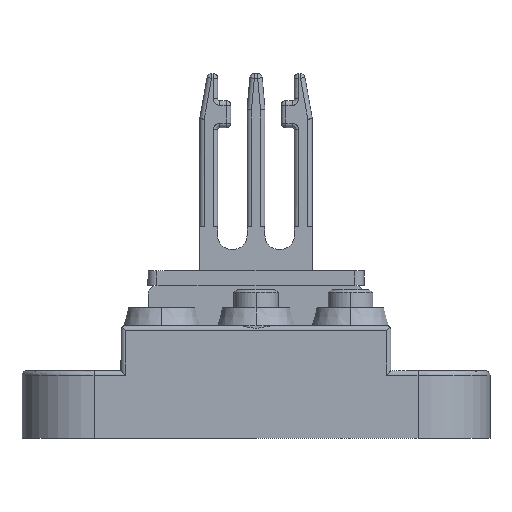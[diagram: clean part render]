
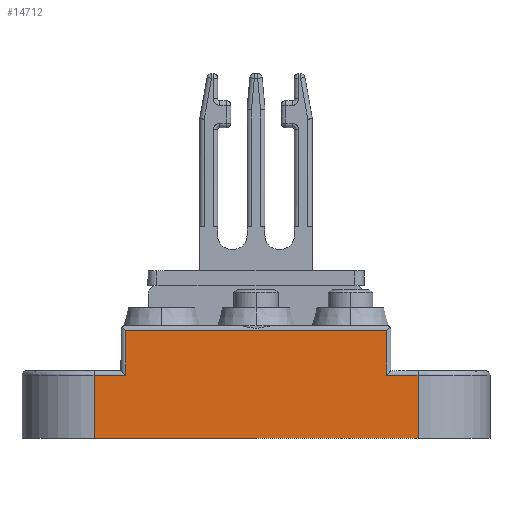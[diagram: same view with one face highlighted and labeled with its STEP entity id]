
A CAD part, front view. The second image highlights one B-rep face of the part: STEP entity #14712.
In plain terms, the highlighted planar face has unit normal (0, -1, 0).
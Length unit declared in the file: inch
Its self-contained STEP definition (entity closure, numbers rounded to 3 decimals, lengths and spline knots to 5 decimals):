
#98 = CARTESIAN_POINT ( 'NONE',  ( 1.02362, 0., 0.27559 ) ) ;
#148 = VERTEX_POINT ( 'NONE', #2905 ) ;
#383 = CARTESIAN_POINT ( 'NONE',  ( 1.02362, 0., 0.47244 ) ) ;
#441 = DIRECTION ( 'NONE',  ( 0., 0., 1. ) ) ;
#1032 = VERTEX_POINT ( 'NONE', #1338 ) ;
#1169 = VERTEX_POINT ( 'NONE', #12851 ) ;
#1263 = CARTESIAN_POINT ( 'NONE',  ( 0.70866, 0., 0.27559 ) ) ;
#1338 = CARTESIAN_POINT ( 'NONE',  ( -0.70866, 0., 0.27559 ) ) ;
#1712 = CARTESIAN_POINT ( 'NONE',  ( 0.70866, 0., 0. ) ) ;
#1724 = ORIENTED_EDGE ( 'NONE', *, *, #4903, .T. ) ;
#1977 = LINE ( 'NONE', #12038, #13572 ) ;
#2206 = ORIENTED_EDGE ( 'NONE', *, *, #13080, .T. ) ;
#2612 = CARTESIAN_POINT ( 'NONE',  ( -0.57087, 0., 0. ) ) ;
#2890 = EDGE_CURVE ( 'NONE', #3610, #148, #10137, .T. ) ;
#2905 = CARTESIAN_POINT ( 'NONE',  ( 0.57087, 0., 0.27559 ) ) ;
#2917 = DIRECTION ( 'NONE',  ( 0., -1., 0. ) ) ;
#3107 = DIRECTION ( 'NONE',  ( -1., 0., 0. ) ) ;
#3144 = EDGE_CURVE ( 'NONE', #1169, #4859, #4377, .T. ) ;
#3270 = ORIENTED_EDGE ( 'NONE', *, *, #2890, .T. ) ;
#3559 = EDGE_CURVE ( 'NONE', #3610, #3650, #11688, .T. ) ;
#3610 = VERTEX_POINT ( 'NONE', #1263 ) ;
#3627 = CARTESIAN_POINT ( 'NONE',  ( -0.57087, 0., 0.27559 ) ) ;
#3650 = VERTEX_POINT ( 'NONE', #1712 ) ;
#4377 = LINE ( 'NONE', #383, #12236 ) ;
#4840 = DIRECTION ( 'NONE',  ( 0., 0., -1. ) ) ;
#4859 = VERTEX_POINT ( 'NONE', #5073 ) ;
#4903 = EDGE_CURVE ( 'NONE', #6841, #3650, #1977, .T. ) ;
#4906 = DIRECTION ( 'NONE',  ( 0., 0., -1. ) ) ;
#5073 = CARTESIAN_POINT ( 'NONE',  ( -0.57087, 0., 0.47244 ) ) ;
#5087 = PLANE ( 'NONE',  #9454 ) ;
#5089 = VECTOR ( 'NONE', #7671, 39.37008 ) ;
#5217 = DIRECTION ( 'NONE',  ( 1., 0., 0. ) ) ;
#5373 = VECTOR ( 'NONE', #441, 39.37008 ) ;
#5475 = EDGE_CURVE ( 'NONE', #6841, #1032, #14339, .T. ) ;
#5899 = VERTEX_POINT ( 'NONE', #3627 ) ;
#6259 = CARTESIAN_POINT ( 'NONE',  ( -0.70866, 0., 0. ) ) ;
#6503 = ORIENTED_EDGE ( 'NONE', *, *, #10085, .T. ) ;
#6841 = VERTEX_POINT ( 'NONE', #6259 ) ;
#7109 = VECTOR ( 'NONE', #12806, 39.37008 ) ;
#7318 = VECTOR ( 'NONE', #4906, 39.37008 ) ;
#7418 = DIRECTION ( 'NONE',  ( 1., 0., 0. ) ) ;
#7466 = EDGE_LOOP ( 'NONE', ( #1724, #13248, #3270, #2206, #14692, #14759, #6503, #14789 ) ) ;
#7671 = DIRECTION ( 'NONE',  ( 0., 0., 1. ) ) ;
#8345 = DIRECTION ( 'NONE',  ( -1., 0., 0. ) ) ;
#8448 = CARTESIAN_POINT ( 'NONE',  ( 1.02362, 0., 0. ) ) ;
#8638 = VECTOR ( 'NONE', #4840, 39.37008 ) ;
#8759 = CARTESIAN_POINT ( 'NONE',  ( 1.02362, 0., 0.27559 ) ) ;
#9147 = FACE_OUTER_BOUND ( 'NONE', #7466, .T. ) ;
#9287 = CARTESIAN_POINT ( 'NONE',  ( 0.70866, 0., 0. ) ) ;
#9454 = AXIS2_PLACEMENT_3D ( 'NONE', #8448, #2917, #7418 ) ;
#10085 = EDGE_CURVE ( 'NONE', #5899, #1032, #10147, .T. ) ;
#10137 = LINE ( 'NONE', #8759, #13526 ) ;
#10147 = LINE ( 'NONE', #98, #7109 ) ;
#10173 = LINE ( 'NONE', #2612, #7318 ) ;
#11688 = LINE ( 'NONE', #9287, #8638 ) ;
#12038 = CARTESIAN_POINT ( 'NONE',  ( 0., 0., 0. ) ) ;
#12236 = VECTOR ( 'NONE', #8345, 39.37008 ) ;
#12441 = EDGE_CURVE ( 'NONE', #4859, #5899, #10173, .T. ) ;
#12490 = LINE ( 'NONE', #13928, #5373 ) ;
#12806 = DIRECTION ( 'NONE',  ( -1., 0., 0. ) ) ;
#12851 = CARTESIAN_POINT ( 'NONE',  ( 0.57087, 0., 0.47244 ) ) ;
#13080 = EDGE_CURVE ( 'NONE', #148, #1169, #12490, .T. ) ;
#13248 = ORIENTED_EDGE ( 'NONE', *, *, #3559, .F. ) ;
#13359 = CARTESIAN_POINT ( 'NONE',  ( -0.70866, 0., 0. ) ) ;
#13526 = VECTOR ( 'NONE', #3107, 39.37008 ) ;
#13572 = VECTOR ( 'NONE', #5217, 39.37008 ) ;
#13928 = CARTESIAN_POINT ( 'NONE',  ( 0.57087, 0., 0. ) ) ;
#14339 = LINE ( 'NONE', #13359, #5089 ) ;
#14692 = ORIENTED_EDGE ( 'NONE', *, *, #3144, .T. ) ;
#14712 = ADVANCED_FACE ( 'NONE', ( #9147 ), #5087, .T. ) ;
#14759 = ORIENTED_EDGE ( 'NONE', *, *, #12441, .T. ) ;
#14789 = ORIENTED_EDGE ( 'NONE', *, *, #5475, .F. ) ;
